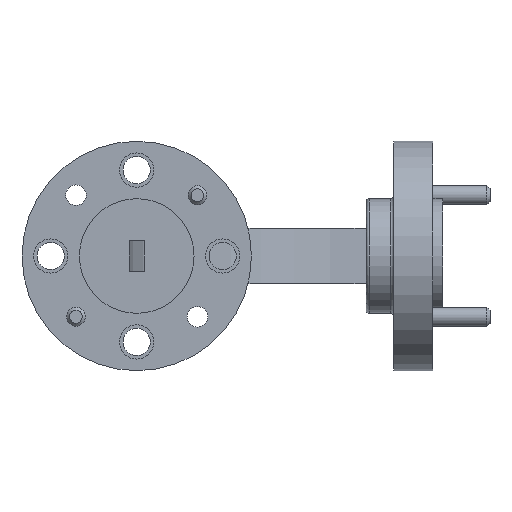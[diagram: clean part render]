
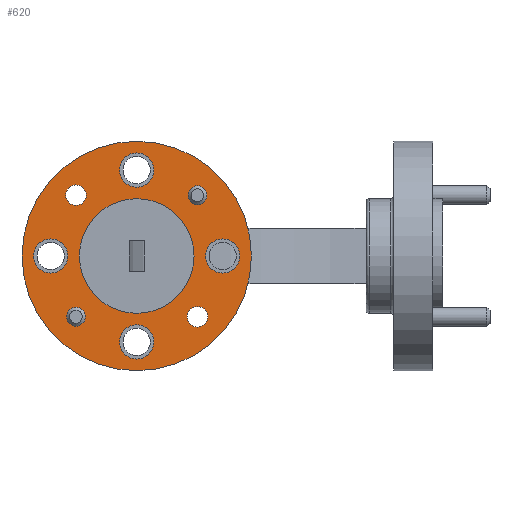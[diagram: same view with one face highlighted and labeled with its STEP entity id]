
A CAD part, front view. The second image highlights one B-rep face of the part: STEP entity #620.
In plain terms, the highlighted planar face has unit normal (0, -1, 0).
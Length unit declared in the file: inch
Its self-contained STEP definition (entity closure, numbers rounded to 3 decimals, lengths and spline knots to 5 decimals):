
#12 = AXIS2_PLACEMENT_3D ( 'NONE', #1280, #127, #1442 ) ;
#15 = EDGE_LOOP ( 'NONE', ( #1165 ) ) ;
#34 = VERTEX_POINT ( 'NONE', #1674 ) ;
#38 = CIRCLE ( 'NONE', #648, 0.056 ) ;
#42 = DIRECTION ( 'NONE',  ( 0., 0., 1. ) ) ;
#46 = ORIENTED_EDGE ( 'NONE', *, *, #779, .T. ) ;
#50 = CARTESIAN_POINT ( 'NONE',  ( 0., 0.032, 0.281 ) ) ;
#65 = DIRECTION ( 'NONE',  ( 0., 0., 1. ) ) ;
#72 = EDGE_LOOP ( 'NONE', ( #1440 ) ) ;
#89 = CARTESIAN_POINT ( 'NONE',  ( -0.1987, 0.032, -0.1987 ) ) ;
#107 = AXIS2_PLACEMENT_3D ( 'NONE', #176, #1329, #1797 ) ;
#111 = CIRCLE ( 'NONE', #780, 0.1875 ) ;
#127 = DIRECTION ( 'NONE',  ( 0., -1., 0. ) ) ;
#150 = ORIENTED_EDGE ( 'NONE', *, *, #159, .F. ) ;
#156 = VERTEX_POINT ( 'NONE', #1690 ) ;
#159 = EDGE_CURVE ( 'NONE', #1829, #1829, #1935, .T. ) ;
#176 = CARTESIAN_POINT ( 'NONE',  ( 0., 0.032, 0. ) ) ;
#189 = DIRECTION ( 'NONE',  ( 0., -1., 0. ) ) ;
#194 = ORIENTED_EDGE ( 'NONE', *, *, #2116, .F. ) ;
#235 = FACE_BOUND ( 'NONE', #398, .T. ) ;
#246 = EDGE_CURVE ( 'NONE', #1192, #1192, #38, .T. ) ;
#251 = DIRECTION ( 'NONE',  ( 0., 0., 1. ) ) ;
#298 = EDGE_LOOP ( 'NONE', ( #194 ) ) ;
#305 = FACE_BOUND ( 'NONE', #606, .T. ) ;
#311 = VERTEX_POINT ( 'NONE', #1319 ) ;
#359 = DIRECTION ( 'NONE',  ( 0., -1., 0. ) ) ;
#360 = CARTESIAN_POINT ( 'NONE',  ( -0.1987, 0.032, -0.16795 ) ) ;
#363 = CIRCLE ( 'NONE', #990, 0.056 ) ;
#378 = CARTESIAN_POINT ( 'NONE',  ( -0.1987, 0.032, 0.1987 ) ) ;
#398 = EDGE_LOOP ( 'NONE', ( #679 ) ) ;
#406 = FACE_BOUND ( 'NONE', #298, .T. ) ;
#456 = EDGE_CURVE ( 'NONE', #311, #311, #1946, .T. ) ;
#486 = CARTESIAN_POINT ( 'NONE',  ( -0.281, 0.032, 0.056 ) ) ;
#496 = CARTESIAN_POINT ( 'NONE',  ( -0.1987, 0.032, 0.2322 ) ) ;
#539 = CARTESIAN_POINT ( 'NONE',  ( 0., 0.032, -0.225 ) ) ;
#551 = CARTESIAN_POINT ( 'NONE',  ( 0.281, 0.032, 0. ) ) ;
#561 = FACE_BOUND ( 'NONE', #1080, .T. ) ;
#574 = DIRECTION ( 'NONE',  ( 0., -1., 0. ) ) ;
#578 = ORIENTED_EDGE ( 'NONE', *, *, #1671, .F. ) ;
#606 = EDGE_LOOP ( 'NONE', ( #624 ) ) ;
#612 = DIRECTION ( 'NONE',  ( 0., -1., 0. ) ) ;
#620 = ADVANCED_FACE ( 'NONE', ( #1773, #235, #561, #845, #406, #305, #1666, #1994, #1799, #1969 ), #987, .T. ) ;
#624 = ORIENTED_EDGE ( 'NONE', *, *, #789, .F. ) ;
#648 = AXIS2_PLACEMENT_3D ( 'NONE', #855, #1996, #42 ) ;
#679 = ORIENTED_EDGE ( 'NONE', *, *, #943, .F. ) ;
#687 = ORIENTED_EDGE ( 'NONE', *, *, #246, .F. ) ;
#708 = CARTESIAN_POINT ( 'NONE',  ( 0., 0.032, 0. ) ) ;
#749 = CIRCLE ( 'NONE', #12, 0.0335 ) ;
#779 = EDGE_CURVE ( 'NONE', #1548, #1548, #1484, .T. ) ;
#780 = AXIS2_PLACEMENT_3D ( 'NONE', #1556, #574, #251 ) ;
#789 = EDGE_CURVE ( 'NONE', #34, #34, #2120, .T. ) ;
#845 = FACE_BOUND ( 'NONE', #1641, .T. ) ;
#850 = DIRECTION ( 'NONE',  ( 0., -1., 0. ) ) ;
#855 = CARTESIAN_POINT ( 'NONE',  ( -0.281, 0.032, 0. ) ) ;
#856 = CARTESIAN_POINT ( 'NONE',  ( 0., 0.032, 0.1875 ) ) ;
#868 = DIRECTION ( 'NONE',  ( 0., 0., 1. ) ) ;
#943 = EDGE_CURVE ( 'NONE', #1344, #1344, #2047, .T. ) ;
#945 = CARTESIAN_POINT ( 'NONE',  ( 0.1987, 0.032, 0.1987 ) ) ;
#952 = VERTEX_POINT ( 'NONE', #539 ) ;
#954 = VERTEX_POINT ( 'NONE', #1350 ) ;
#980 = ORIENTED_EDGE ( 'NONE', *, *, #1700, .F. ) ;
#986 = DIRECTION ( 'NONE',  ( 0., 0., 1. ) ) ;
#987 = PLANE ( 'NONE',  #107 ) ;
#990 = AXIS2_PLACEMENT_3D ( 'NONE', #551, #1385, #65 ) ;
#1004 = CIRCLE ( 'NONE', #1068, 0.056 ) ;
#1011 = EDGE_CURVE ( 'NONE', #954, #954, #749, .T. ) ;
#1068 = AXIS2_PLACEMENT_3D ( 'NONE', #1667, #1314, #986 ) ;
#1080 = EDGE_LOOP ( 'NONE', ( #687 ) ) ;
#1128 = EDGE_LOOP ( 'NONE', ( #150 ) ) ;
#1165 = ORIENTED_EDGE ( 'NONE', *, *, #456, .F. ) ;
#1192 = VERTEX_POINT ( 'NONE', #486 ) ;
#1193 = CARTESIAN_POINT ( 'NONE',  ( 0., 0.032, 0.375 ) ) ;
#1215 = AXIS2_PLACEMENT_3D ( 'NONE', #378, #359, #1371 ) ;
#1245 = AXIS2_PLACEMENT_3D ( 'NONE', #89, #1912, #2070 ) ;
#1280 = CARTESIAN_POINT ( 'NONE',  ( 0.1987, 0.032, -0.1987 ) ) ;
#1314 = DIRECTION ( 'NONE',  ( 0., -1., 0. ) ) ;
#1319 = CARTESIAN_POINT ( 'NONE',  ( 0.1987, 0.032, 0.22945 ) ) ;
#1329 = DIRECTION ( 'NONE',  ( 0., -1., 0. ) ) ;
#1344 = VERTEX_POINT ( 'NONE', #360 ) ;
#1350 = CARTESIAN_POINT ( 'NONE',  ( 0.1987, 0.032, -0.1652 ) ) ;
#1371 = DIRECTION ( 'NONE',  ( 0., 0., 1. ) ) ;
#1382 = AXIS2_PLACEMENT_3D ( 'NONE', #708, #850, #1676 ) ;
#1385 = DIRECTION ( 'NONE',  ( 0., -1., 0. ) ) ;
#1440 = ORIENTED_EDGE ( 'NONE', *, *, #1011, .F. ) ;
#1442 = DIRECTION ( 'NONE',  ( 0., 0., 1. ) ) ;
#1484 = CIRCLE ( 'NONE', #1382, 0.375 ) ;
#1511 = AXIS2_PLACEMENT_3D ( 'NONE', #945, #612, #1947 ) ;
#1548 = VERTEX_POINT ( 'NONE', #1193 ) ;
#1556 = CARTESIAN_POINT ( 'NONE',  ( 0., 0.032, 0. ) ) ;
#1592 = AXIS2_PLACEMENT_3D ( 'NONE', #50, #189, #868 ) ;
#1641 = EDGE_LOOP ( 'NONE', ( #578 ) ) ;
#1666 = FACE_BOUND ( 'NONE', #1128, .T. ) ;
#1667 = CARTESIAN_POINT ( 'NONE',  ( 0., 0.032, -0.281 ) ) ;
#1671 = EDGE_CURVE ( 'NONE', #156, #156, #363, .T. ) ;
#1674 = CARTESIAN_POINT ( 'NONE',  ( 0., 0.032, 0.337 ) ) ;
#1676 = DIRECTION ( 'NONE',  ( 0., 0., 1. ) ) ;
#1690 = CARTESIAN_POINT ( 'NONE',  ( 0.281, 0.032, 0.056 ) ) ;
#1700 = EDGE_CURVE ( 'NONE', #1924, #1924, #111, .T. ) ;
#1735 = EDGE_LOOP ( 'NONE', ( #46 ) ) ;
#1773 = FACE_BOUND ( 'NONE', #15, .T. ) ;
#1797 = DIRECTION ( 'NONE',  ( 0., 0., 1. ) ) ;
#1799 = FACE_BOUND ( 'NONE', #1874, .T. ) ;
#1829 = VERTEX_POINT ( 'NONE', #496 ) ;
#1874 = EDGE_LOOP ( 'NONE', ( #980 ) ) ;
#1912 = DIRECTION ( 'NONE',  ( 0., -1., 0. ) ) ;
#1924 = VERTEX_POINT ( 'NONE', #856 ) ;
#1935 = CIRCLE ( 'NONE', #1215, 0.0335 ) ;
#1946 = CIRCLE ( 'NONE', #1511, 0.03075 ) ;
#1947 = DIRECTION ( 'NONE',  ( 0., 0., 1. ) ) ;
#1969 = FACE_OUTER_BOUND ( 'NONE', #1735, .T. ) ;
#1994 = FACE_BOUND ( 'NONE', #72, .T. ) ;
#1996 = DIRECTION ( 'NONE',  ( 0., -1., 0. ) ) ;
#2047 = CIRCLE ( 'NONE', #1245, 0.03075 ) ;
#2070 = DIRECTION ( 'NONE',  ( 0., 0., 1. ) ) ;
#2116 = EDGE_CURVE ( 'NONE', #952, #952, #1004, .T. ) ;
#2120 = CIRCLE ( 'NONE', #1592, 0.056 ) ;
